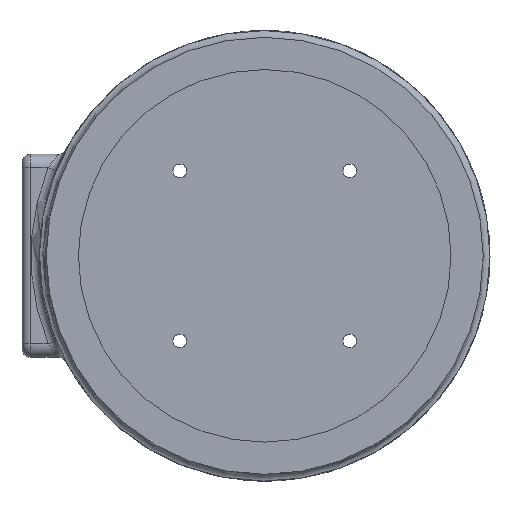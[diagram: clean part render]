
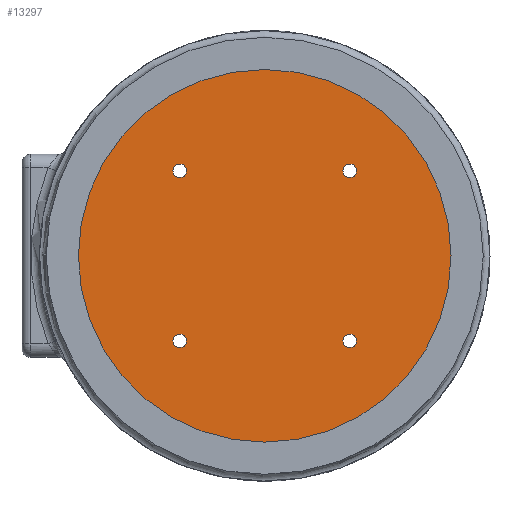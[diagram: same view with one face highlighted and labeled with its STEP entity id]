
A CAD part, left-side view. The second image highlights one B-rep face of the part: STEP entity #13297.
In plain terms, the highlighted planar face has unit normal (-1, 0, 0).
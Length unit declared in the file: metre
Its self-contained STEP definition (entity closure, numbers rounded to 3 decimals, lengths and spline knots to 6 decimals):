
#77=PLANE('',#14964);
#623=CIRCLE('',#14504,0.002);
#625=CIRCLE('',#14507,0.002);
#627=CIRCLE('',#14510,0.002);
#629=CIRCLE('',#14513,0.002);
#1053=CIRCLE('',#14963,0.055);
#4201=ORIENTED_EDGE('',*,*,#7926,.F.);
#4202=ORIENTED_EDGE('',*,*,#7924,.F.);
#4203=ORIENTED_EDGE('',*,*,#7922,.F.);
#4204=ORIENTED_EDGE('',*,*,#7920,.F.);
#4205=ORIENTED_EDGE('',*,*,#8422,.T.);
#7920=EDGE_CURVE('',#10041,#10041,#623,.T.);
#7922=EDGE_CURVE('',#10043,#10043,#625,.T.);
#7924=EDGE_CURVE('',#10045,#10045,#627,.T.);
#7926=EDGE_CURVE('',#10047,#10047,#629,.T.);
#8422=EDGE_CURVE('',#10534,#10534,#1053,.T.);
#10041=VERTEX_POINT('',#24633);
#10043=VERTEX_POINT('',#24638);
#10045=VERTEX_POINT('',#24643);
#10047=VERTEX_POINT('',#24648);
#10534=VERTEX_POINT('',#25708);
#11163=EDGE_LOOP('',(#4201));
#11164=EDGE_LOOP('',(#4202));
#11165=EDGE_LOOP('',(#4203));
#11166=EDGE_LOOP('',(#4204));
#11167=EDGE_LOOP('',(#4205));
#12011=FACE_BOUND('',#11163,.T.);
#12012=FACE_BOUND('',#11164,.T.);
#12013=FACE_BOUND('',#11165,.T.);
#12014=FACE_BOUND('',#11166,.T.);
#12015=FACE_BOUND('',#11167,.T.);
#13297=ADVANCED_FACE('',(#12011,#12012,#12013,#12014,#12015),#77,.T.);
#14504=AXIS2_PLACEMENT_3D('',#24632,#16710,#16711);
#14507=AXIS2_PLACEMENT_3D('',#24637,#16716,#16717);
#14510=AXIS2_PLACEMENT_3D('',#24642,#16722,#16723);
#14513=AXIS2_PLACEMENT_3D('',#24647,#16728,#16729);
#14963=AXIS2_PLACEMENT_3D('',#25707,#17696,#17697);
#14964=AXIS2_PLACEMENT_3D('',#25709,#17698,#17699);
#16710=DIRECTION('',(-1.,0.,0.));
#16711=DIRECTION('',(0.,0.,1.));
#16716=DIRECTION('',(-1.,0.,0.));
#16717=DIRECTION('',(0.,0.,1.));
#16722=DIRECTION('',(-1.,0.,0.));
#16723=DIRECTION('',(0.,0.,1.));
#16728=DIRECTION('',(-1.,0.,0.));
#16729=DIRECTION('',(0.,0.,1.));
#17696=DIRECTION('',(-1.,0.,0.));
#17697=DIRECTION('',(0.,0.,1.));
#17698=DIRECTION('',(-1.,0.,0.));
#17699=DIRECTION('',(0.,-1.,0.));
#24632=CARTESIAN_POINT('',(-0.0184,-0.04655,0.0551));
#24633=CARTESIAN_POINT('',(-0.0184,-0.04655,0.0571));
#24637=CARTESIAN_POINT('',(-0.0184,-0.09675,0.0551));
#24638=CARTESIAN_POINT('',(-0.0184,-0.09675,0.0571));
#24642=CARTESIAN_POINT('',(-0.0184,-0.09675,0.0049));
#24643=CARTESIAN_POINT('',(-0.0184,-0.09675,0.0069));
#24647=CARTESIAN_POINT('',(-0.0184,-0.04655,0.0049));
#24648=CARTESIAN_POINT('',(-0.0184,-0.04655,0.0069));
#25707=CARTESIAN_POINT('',(-0.0184,-0.07165,0.03));
#25708=CARTESIAN_POINT('',(-0.0184,-0.07165,0.085));
#25709=CARTESIAN_POINT('',(-0.0184,-0.07165,0.03));
